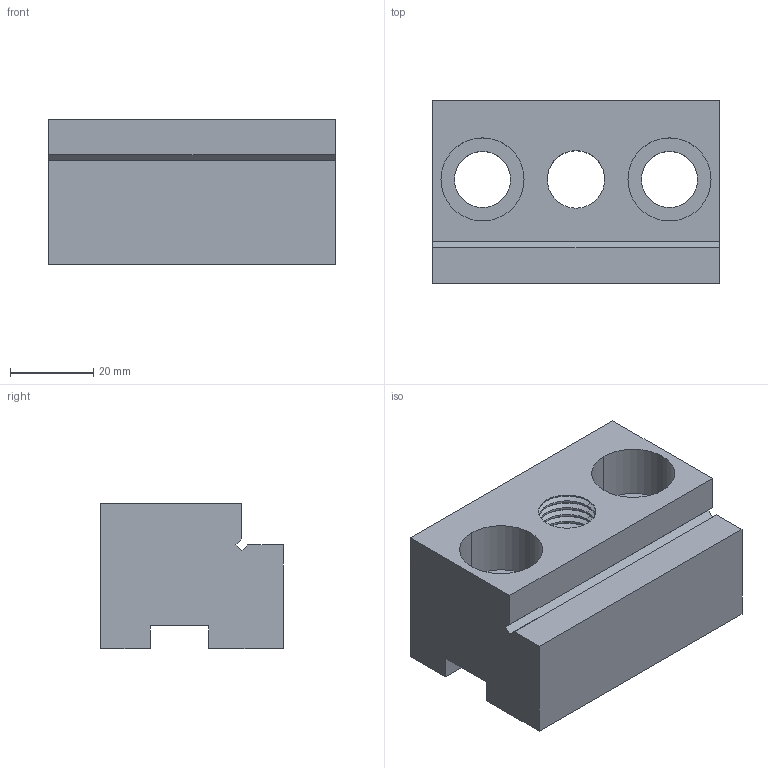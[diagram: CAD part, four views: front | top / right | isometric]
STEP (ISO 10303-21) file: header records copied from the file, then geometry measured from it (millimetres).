
FILE_DESCRIPTION(('STEP AP214'),'1');
FILE_NAME(' ',' ',('TraceParts'),('TraceParts S.A.'),'XStep 1.0',' ',' ');
FILE_SCHEMA(('automotive_design'));
Length unit declared in the file: millimetre
Products named in the file (1): 1
Bounding box: 69 x 44 x 35 mm (x, y, z)
Volume: 75892.9 mm3; surface area: 18981.7 mm2
Topology: 1 solids, 1 shells, 167 faces, 405 edges, 242 vertices
Faces by surface type: torus 56, cone 56, cylinder 38, plane 17
Entity records: 9546 total; most frequent: DIRECTION 1013, STYLED_ITEM 815, PRESENTATION_STYLE_ASSIGNMENT 815, CARTESIAN_POINT 815, COLOUR_RGB 815, ORIENTED_EDGE 810, AXIS2_PLACEMENT_3D 440, EDGE_CURVE 405
